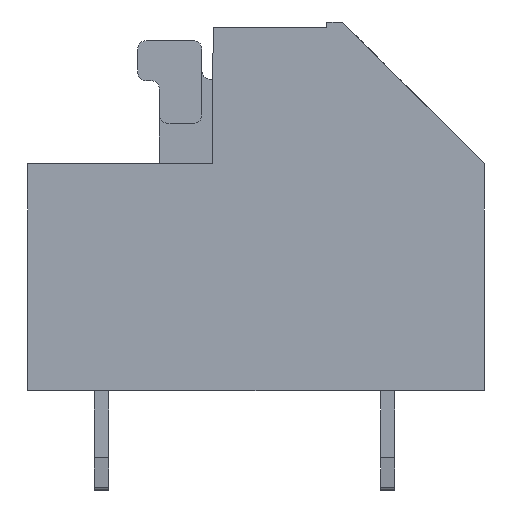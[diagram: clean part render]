
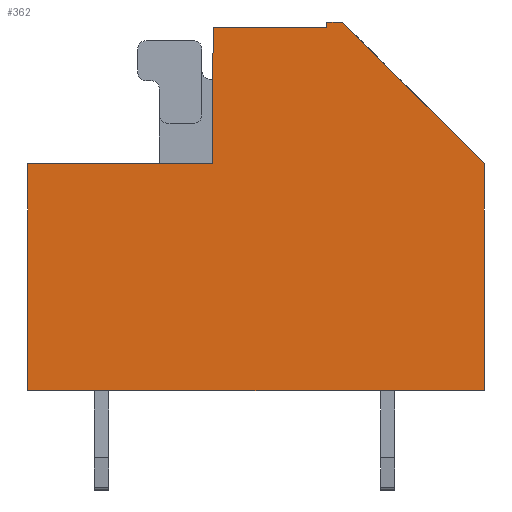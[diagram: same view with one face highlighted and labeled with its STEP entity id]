
A CAD part, front view. The second image highlights one B-rep face of the part: STEP entity #362.
In plain terms, the highlighted planar face has unit normal (0, -1, 0).
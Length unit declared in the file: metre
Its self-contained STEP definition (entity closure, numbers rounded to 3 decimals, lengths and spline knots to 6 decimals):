
#362 = ADVANCED_FACE( '', ( #1156 ), #1157, .T. );
#1156 = FACE_OUTER_BOUND( '', #2122, .T. );
#1157 = PLANE( '', #2123 );
#2122 = EDGE_LOOP( '', ( #5226, #5227, #5228, #5229, #5230, #5231, #5232, #5233, #5234 ) );
#2123 = AXIS2_PLACEMENT_3D( '', #5235, #5236, #5237 );
#5226 = ORIENTED_EDGE( '', *, *, #7492, .T. );
#5227 = ORIENTED_EDGE( '', *, *, #7493, .T. );
#5228 = ORIENTED_EDGE( '', *, *, #7380, .T. );
#5229 = ORIENTED_EDGE( '', *, *, #6679, .T. );
#5230 = ORIENTED_EDGE( '', *, *, #7476, .T. );
#5231 = ORIENTED_EDGE( '', *, *, #7491, .T. );
#5232 = ORIENTED_EDGE( '', *, *, #7494, .T. );
#5233 = ORIENTED_EDGE( '', *, *, #7495, .T. );
#5234 = ORIENTED_EDGE( '', *, *, #6639, .T. );
#5235 = CARTESIAN_POINT( '', ( 0., -0.00254, 0.008 ) );
#5236 = DIRECTION( '', ( 0., -1., 0. ) );
#5237 = DIRECTION( '', ( 0., 0., -1. ) );
#6639 = EDGE_CURVE( '', #8310, #8308, #8311, .T. );
#6679 = EDGE_CURVE( '', #8385, #8383, #8386, .T. );
#7380 = EDGE_CURVE( '', #9585, #8385, #9587, .T. );
#7476 = EDGE_CURVE( '', #8383, #9727, #9729, .T. );
#7491 = EDGE_CURVE( '', #9727, #9746, #9748, .T. );
#7492 = EDGE_CURVE( '', #8308, #9749, #9750, .T. );
#7493 = EDGE_CURVE( '', #9749, #9585, #9751, .T. );
#7494 = EDGE_CURVE( '', #9746, #9752, #9753, .T. );
#7495 = EDGE_CURVE( '', #9752, #8310, #9754, .T. );
#8308 = VERTEX_POINT( '', #10673 );
#8310 = VERTEX_POINT( '', #10676 );
#8311 = LINE( '', #10677, #10678 );
#8383 = VERTEX_POINT( '', #10788 );
#8385 = VERTEX_POINT( '', #10791 );
#8386 = LINE( '', #10792, #10793 );
#9585 = VERTEX_POINT( '', #12606 );
#9587 = LINE( '', #12609, #12610 );
#9727 = VERTEX_POINT( '', #12831 );
#9729 = LINE( '', #12834, #12835 );
#9746 = VERTEX_POINT( '', #12865 );
#9748 = LINE( '', #12868, #12869 );
#9749 = VERTEX_POINT( '', #12870 );
#9750 = LINE( '', #12871, #12872 );
#9751 = LINE( '', #12873, #12874 );
#9752 = VERTEX_POINT( '', #12875 );
#9753 = LINE( '', #12876, #12877 );
#9754 = LINE( '', #12878, #12879 );
#10673 = CARTESIAN_POINT( '', ( 0.0065, -0.00254, 0.008 ) );
#10676 = CARTESIAN_POINT( '', ( 0.006542, -0.00254, 0.0128 ) );
#10677 = CARTESIAN_POINT( '', ( 0.006542, -0.00254, 0.0128 ) );
#10678 = VECTOR( '', #13741, 1. );
#10788 = CARTESIAN_POINT( '', ( 0.0161, -0.00254, 0.008 ) );
#10791 = CARTESIAN_POINT( '', ( 0.0161, -0.00254, 0. ) );
#10792 = CARTESIAN_POINT( '', ( 0.0161, -0.00254, 0.008 ) );
#10793 = VECTOR( '', #13781, 1. );
#12606 = CARTESIAN_POINT( '', ( 0., -0.00254, 0. ) );
#12609 = CARTESIAN_POINT( '', ( 0., -0.00254, 0. ) );
#12610 = VECTOR( '', #14652, 1. );
#12831 = CARTESIAN_POINT( '', ( 0.0111, -0.00254, 0.013 ) );
#12834 = CARTESIAN_POINT( '', ( 0.0111, -0.00254, 0.013 ) );
#12835 = VECTOR( '', #14774, 1. );
#12865 = CARTESIAN_POINT( '', ( 0.010542, -0.00254, 0.013 ) );
#12868 = CARTESIAN_POINT( '', ( 0.010542, -0.00254, 0.013 ) );
#12869 = VECTOR( '', #14789, 1. );
#12870 = CARTESIAN_POINT( '', ( 0., -0.00254, 0.008 ) );
#12871 = CARTESIAN_POINT( '', ( 0., -0.00254, 0.008 ) );
#12872 = VECTOR( '', #14790, 1. );
#12873 = CARTESIAN_POINT( '', ( 0., -0.00254, 0.008 ) );
#12874 = VECTOR( '', #14791, 1. );
#12875 = CARTESIAN_POINT( '', ( 0.010542, -0.00254, 0.0128 ) );
#12876 = CARTESIAN_POINT( '', ( 0.010542, -0.00254, 0.0128 ) );
#12877 = VECTOR( '', #14792, 1. );
#12878 = CARTESIAN_POINT( '', ( 0.006542, -0.00254, 0.0128 ) );
#12879 = VECTOR( '', #14793, 1. );
#13741 = DIRECTION( '', ( -0.009, 0., -1. ) );
#13781 = DIRECTION( '', ( 0., 0., 1. ) );
#14652 = DIRECTION( '', ( 1., 0., 0. ) );
#14774 = DIRECTION( '', ( -0.707, 0., 0.707 ) );
#14789 = DIRECTION( '', ( -1., 0., 0. ) );
#14790 = DIRECTION( '', ( -1., 0., 0. ) );
#14791 = DIRECTION( '', ( 0., 0., -1. ) );
#14792 = DIRECTION( '', ( 0., 0., -1. ) );
#14793 = DIRECTION( '', ( -1., 0., 0. ) );
